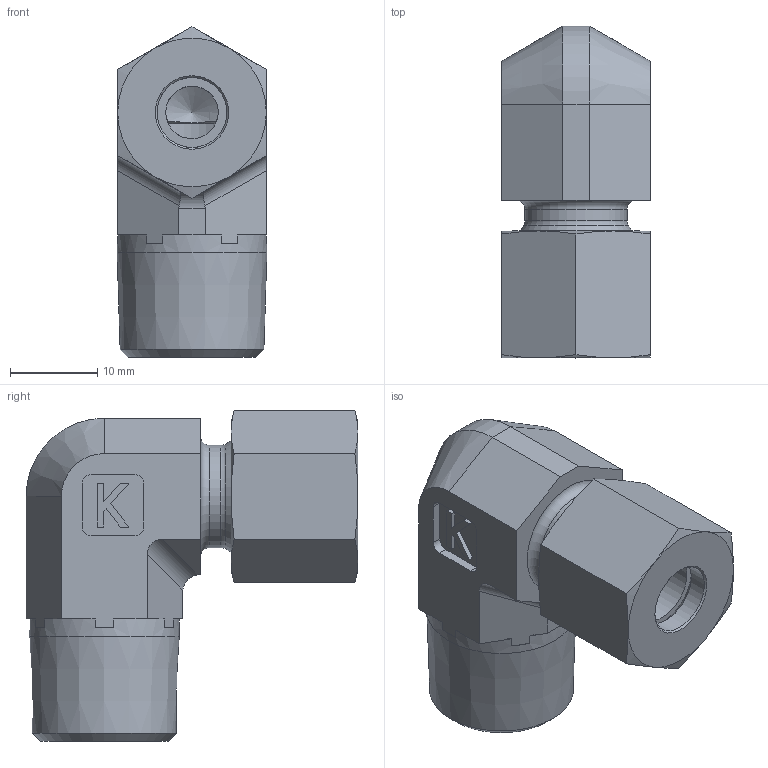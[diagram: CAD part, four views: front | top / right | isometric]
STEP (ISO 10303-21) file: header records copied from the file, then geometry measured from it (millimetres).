
FILE_DESCRIPTION((''),'2;1');
FILE_NAME('24002083814.stp','2014-08-26T10:53:32',(''),('KNOMI spol. s r. o.'),'Autodesk Inventor 2012','Autodesk Inventor 2012','');
FILE_SCHEMA(('AUTOMOTIVE_DESIGN { 1 2 10303 214 0 1 1 1 }'));
Length unit declared in the file: millimetre
Products named in the file (4): LHCR2K 8LRkuž R3/8/M14x1; 23002 083814; 3910814; 40108
Assembly tree (3 placements, depth 2):
  LHCR2K 8LRkuž R3/8/M14x1
    23002 083814
    3910814
    40108
Bounding box: 17.13 x 37.95 x 37.81 mm (x, y, z)
Volume: 9878.5 mm3; surface area: 6535.4 mm2
Topology: 3 solids, 3 shells, 109 faces, 278 edges, 184 vertices
Faces by surface type: plane 58, cone 29, cylinder 19, torus 3
Full cylindrical faces by diameter (mm): 6 x1, 8 x3, 10 x2, 11.7 x1, 12 x1, 12.376 x1, 14 x1, 17.131 x1
Entity records: 3304 total; most frequent: CARTESIAN_POINT 617, DIRECTION 520, ORIENTED_EDGE 464, EDGE_CURVE 232, AXIS2_PLACEMENT_3D 194, VERTEX_POINT 160, EDGE_LOOP 146, VECTOR 132
